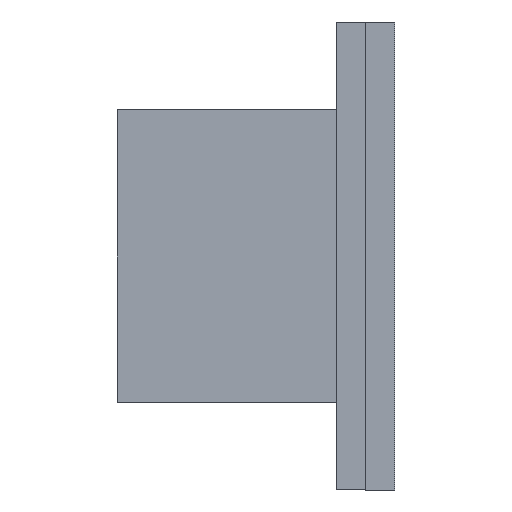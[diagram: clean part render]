
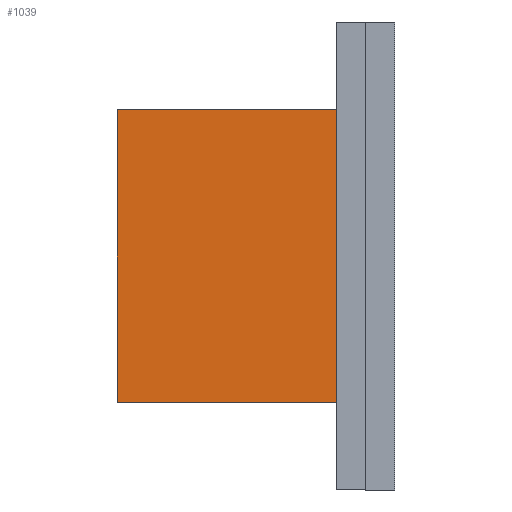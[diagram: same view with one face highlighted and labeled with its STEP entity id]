
A CAD part, left-side view. The second image highlights one B-rep face of the part: STEP entity #1039.
In plain terms, the highlighted planar face has unit normal (-1, 0, 0).
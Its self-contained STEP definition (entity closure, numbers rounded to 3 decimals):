
#40 = LINE ( 'NONE', #808, #1498 ) ;
#146 = CARTESIAN_POINT ( 'NONE',  ( -2.5, 15., 0. ) ) ;
#289 = CARTESIAN_POINT ( 'NONE',  ( -2.5, 15., 20. ) ) ;
#363 = CARTESIAN_POINT ( 'NONE',  ( -2.5, 15., 20. ) ) ;
#388 = PLANE ( 'NONE',  #2250 ) ;
#533 = LINE ( 'NONE', #146, #1085 ) ;
#563 = CARTESIAN_POINT ( 'NONE',  ( -2.5, -0.8, 20. ) ) ;
#782 = EDGE_CURVE ( 'NONE', #3597, #972, #4677, .T. ) ;
#808 = CARTESIAN_POINT ( 'NONE',  ( -2.5, 15., 0. ) ) ;
#884 = DIRECTION ( 'NONE',  ( 0., 0., 1. ) ) ;
#972 = VERTEX_POINT ( 'NONE', #363 ) ;
#1039 = ADVANCED_FACE ( 'NONE', ( #3943 ), #388, .T. ) ;
#1085 = VECTOR ( 'NONE', #3061, 1000. ) ;
#1148 = EDGE_CURVE ( 'NONE', #3597, #4994, #1758, .T. ) ;
#1150 = VECTOR ( 'NONE', #4230, 1000. ) ;
#1237 = VECTOR ( 'NONE', #3291, 1000. ) ;
#1498 = VECTOR ( 'NONE', #2022, 1000. ) ;
#1676 = CARTESIAN_POINT ( 'NONE',  ( -2.5, 15., 0. ) ) ;
#1709 = DIRECTION ( 'NONE',  ( -1., 0., 0. ) ) ;
#1758 = LINE ( 'NONE', #2479, #1237 ) ;
#2022 = DIRECTION ( 'NONE',  ( 0., 0., -1. ) ) ;
#2250 = AXIS2_PLACEMENT_3D ( 'NONE', #2533, #1709, #884 ) ;
#2479 = CARTESIAN_POINT ( 'NONE',  ( -2.5, -0.8, 0. ) ) ;
#2533 = CARTESIAN_POINT ( 'NONE',  ( -2.5, 0., 0. ) ) ;
#2692 = EDGE_CURVE ( 'NONE', #972, #4106, #40, .T. ) ;
#2810 = ORIENTED_EDGE ( 'NONE', *, *, #2692, .T. ) ;
#2970 = CARTESIAN_POINT ( 'NONE',  ( -2.5, -0.8, 0. ) ) ;
#3061 = DIRECTION ( 'NONE',  ( 0., -1., 0. ) ) ;
#3291 = DIRECTION ( 'NONE',  ( 0., 0., -1. ) ) ;
#3597 = VERTEX_POINT ( 'NONE', #563 ) ;
#3688 = ORIENTED_EDGE ( 'NONE', *, *, #1148, .F. ) ;
#3943 = FACE_OUTER_BOUND ( 'NONE', #4161, .T. ) ;
#4106 = VERTEX_POINT ( 'NONE', #1676 ) ;
#4161 = EDGE_LOOP ( 'NONE', ( #4867, #3688, #4497, #2810 ) ) ;
#4172 = EDGE_CURVE ( 'NONE', #4106, #4994, #533, .T. ) ;
#4230 = DIRECTION ( 'NONE',  ( 0., 1., 0. ) ) ;
#4497 = ORIENTED_EDGE ( 'NONE', *, *, #782, .T. ) ;
#4677 = LINE ( 'NONE', #289, #1150 ) ;
#4867 = ORIENTED_EDGE ( 'NONE', *, *, #4172, .T. ) ;
#4994 = VERTEX_POINT ( 'NONE', #2970 ) ;
